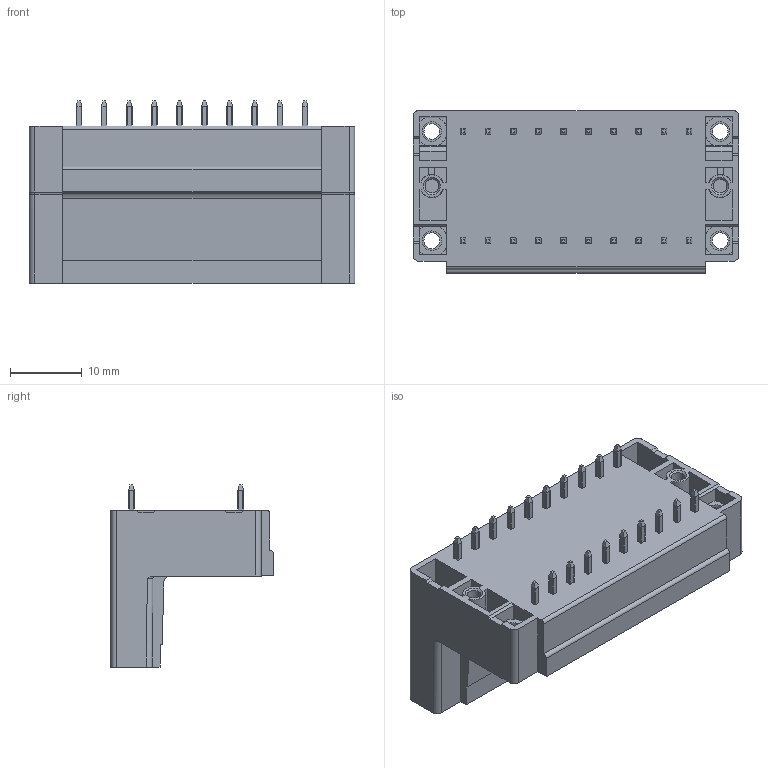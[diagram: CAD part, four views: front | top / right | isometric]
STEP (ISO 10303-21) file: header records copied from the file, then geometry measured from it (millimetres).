
FILE_DESCRIPTION((''),'2;1');
FILE_NAME('TLPHDW-005-1','2024-09-23T09:31:32',('sheji109'),(''),'CREO PARAMETRIC BY PTC INC, 2018100','CREO PARAMETRIC BY PTC INC, 2018100','');
FILE_SCHEMA(('CONFIG_CONTROL_DESIGN'));
Length unit declared in the file: millimetre
Products named in the file (1): TLPHDW-005-1
Bounding box: 45.4 x 22.7 x 25.4 mm (x, y, z)
Volume: 9874 mm3; surface area: 9959.1 mm2
Topology: 1 solids, 1 shells, 1760 faces, 4892 edges, 3228 vertices
Faces by surface type: plane 1175, cylinder 435, cone 108, torus 40, bspline 2
Entity records: 56772 total; most frequent: CARTESIAN_POINT 11424, ORIENTED_EDGE 9784, DIRECTION 9002, EDGE_CURVE 4892, VECTOR 3522, LINE 3522, VERTEX_POINT 3228, AXIS2_PLACEMENT_3D 2740
